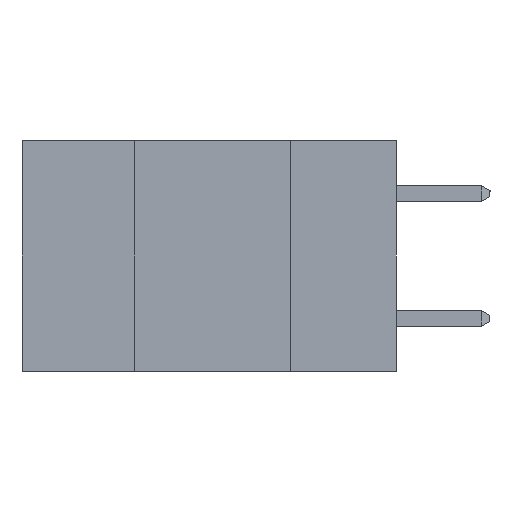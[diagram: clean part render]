
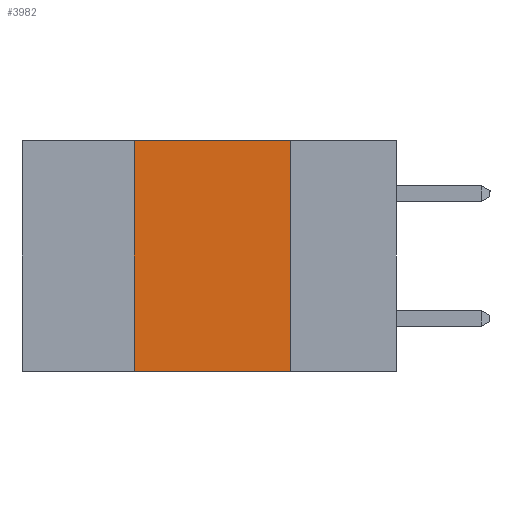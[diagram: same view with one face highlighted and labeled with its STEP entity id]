
A CAD part, left-side view. The second image highlights one B-rep face of the part: STEP entity #3982.
In plain terms, the highlighted planar face has unit normal (-1, 0, 0).
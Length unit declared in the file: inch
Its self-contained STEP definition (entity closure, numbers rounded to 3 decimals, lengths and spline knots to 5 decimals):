
#186 = DIRECTION ( 'NONE',  ( 0., -1., 0. ) ) ;
#469 = CARTESIAN_POINT ( 'NONE',  ( 0., 0.17, 0. ) ) ;
#816 = LINE ( 'NONE', #1668, #1712 ) ;
#1450 = VERTEX_POINT ( 'NONE', #469 ) ;
#1452 = ORIENTED_EDGE ( 'NONE', *, *, #9762, .F. ) ;
#1668 = CARTESIAN_POINT ( 'NONE',  ( 0., 0.17, -0.37 ) ) ;
#1712 = VECTOR ( 'NONE', #6655, 39.37008 ) ;
#1747 = FACE_OUTER_BOUND ( 'NONE', #9478, .T. ) ;
#1842 = PLANE ( 'NONE',  #6779 ) ;
#3202 = VECTOR ( 'NONE', #6892, 39.37008 ) ;
#3691 = CARTESIAN_POINT ( 'NONE',  ( 0., 0.6, 0. ) ) ;
#3790 = EDGE_CURVE ( 'NONE', #4543, #10198, #4735, .T. ) ;
#3791 = CARTESIAN_POINT ( 'NONE',  ( 0., 0.17, -0.37 ) ) ;
#3982 = ADVANCED_FACE ( 'NONE', ( #1747 ), #1842, .F. ) ;
#4176 = CARTESIAN_POINT ( 'NONE',  ( 0., 0.42, 0. ) ) ;
#4229 = VECTOR ( 'NONE', #186, 39.37008 ) ;
#4543 = VERTEX_POINT ( 'NONE', #8372 ) ;
#4640 = LINE ( 'NONE', #3691, #3202 ) ;
#4735 = LINE ( 'NONE', #10357, #7452 ) ;
#5536 = ORIENTED_EDGE ( 'NONE', *, *, #9854, .T. ) ;
#6655 = DIRECTION ( 'NONE',  ( 0., 0., -1. ) ) ;
#6779 = AXIS2_PLACEMENT_3D ( 'NONE', #8180, #7410, #8292 ) ;
#6892 = DIRECTION ( 'NONE',  ( 0., -1., 0. ) ) ;
#7388 = CARTESIAN_POINT ( 'NONE',  ( 0., 0.6, -0.37 ) ) ;
#7410 = DIRECTION ( 'NONE',  ( 1., 0., 0. ) ) ;
#7452 = VECTOR ( 'NONE', #8032, 39.37008 ) ;
#8032 = DIRECTION ( 'NONE',  ( 0., 0., 1. ) ) ;
#8049 = ORIENTED_EDGE ( 'NONE', *, *, #8662, .F. ) ;
#8180 = CARTESIAN_POINT ( 'NONE',  ( 0., 0.6, 0. ) ) ;
#8292 = DIRECTION ( 'NONE',  ( 0., 0., -1. ) ) ;
#8372 = CARTESIAN_POINT ( 'NONE',  ( 0., 0.42, -0.37 ) ) ;
#8662 = EDGE_CURVE ( 'NONE', #10198, #1450, #4640, .T. ) ;
#8893 = LINE ( 'NONE', #7388, #4229 ) ;
#9018 = ORIENTED_EDGE ( 'NONE', *, *, #3790, .F. ) ;
#9044 = VERTEX_POINT ( 'NONE', #3791 ) ;
#9478 = EDGE_LOOP ( 'NONE', ( #1452, #8049, #9018, #5536 ) ) ;
#9762 = EDGE_CURVE ( 'NONE', #1450, #9044, #816, .T. ) ;
#9854 = EDGE_CURVE ( 'NONE', #4543, #9044, #8893, .T. ) ;
#10198 = VERTEX_POINT ( 'NONE', #4176 ) ;
#10357 = CARTESIAN_POINT ( 'NONE',  ( 0., 0.42, -0.37 ) ) ;
